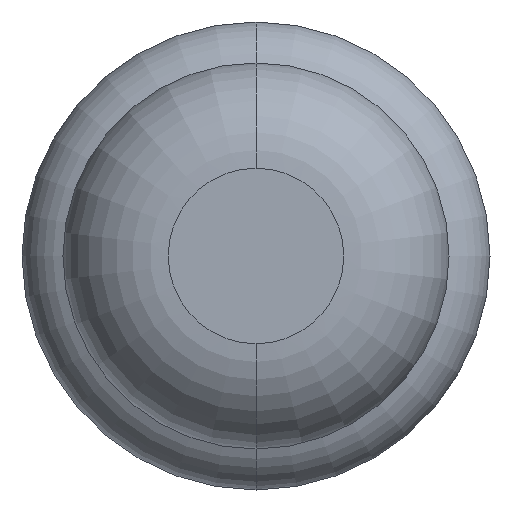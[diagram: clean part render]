
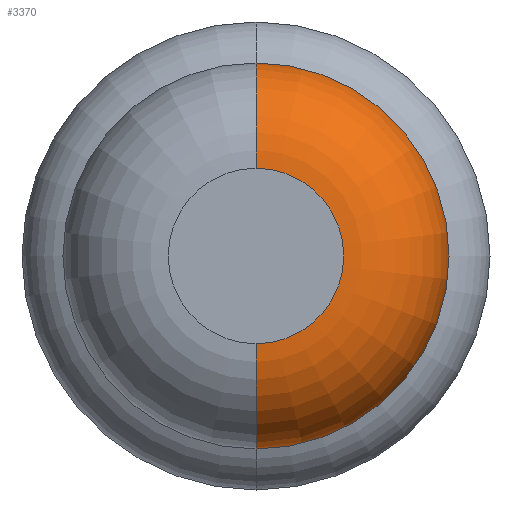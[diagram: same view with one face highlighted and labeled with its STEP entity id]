
A CAD part, front view. The second image highlights one B-rep face of the part: STEP entity #3370.
In plain terms, the highlighted toroidal (fillet/blend) face has major radius 0.375 mm and minor radius 0.45 mm.
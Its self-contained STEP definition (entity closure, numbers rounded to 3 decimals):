
#38 = AXIS2_PLACEMENT_3D ( 'NONE', #328, #3308, #1308 ) ;
#102 = EDGE_CURVE ( 'Defeature ausgef�hrt1_6+Defeature ausgef�hrt1_5+Defeature ausgef�hrt1_5+Defeature ausgef�hrt1_5', #1996, #3098, #1301, .T. ) ;
#123 = AXIS2_PLACEMENT_3D ( 'NONE', #565, #3954, #1556 ) ;
#328 = CARTESIAN_POINT ( 'NONE',  ( 0., -29.95, 0. ) ) ;
#359 = FACE_OUTER_BOUND ( 'NONE', #3285, .T. ) ;
#551 = EDGE_CURVE ( 'NONE', #3098, #4240, #2620, .T. ) ;
#560 = CARTESIAN_POINT ( 'NONE',  ( 0., -29.95, 0. ) ) ;
#562 = CIRCLE ( 'NONE', #38, 0.825 ) ;
#565 = CARTESIAN_POINT ( 'NONE',  ( 0., -29.95, -0.375 ) ) ;
#847 = EDGE_CURVE ( 'NONE', #1996, #1144, #3664, .T. ) ;
#1107 = CARTESIAN_POINT ( 'NONE',  ( 0., -30.4, -0.375 ) ) ;
#1144 = VERTEX_POINT ( 'NONE', #3743 ) ;
#1301 = CIRCLE ( 'NONE', #2822, 0.375 ) ;
#1308 = DIRECTION ( 'NONE',  ( 0., 0., 1. ) ) ;
#1376 = DIRECTION ( 'NONE',  ( 0., 0., 1. ) ) ;
#1428 = DIRECTION ( 'NONE',  ( -1., 0., 0. ) ) ;
#1517 = TOROIDAL_SURFACE ( 'NONE', #4111, 0.375, 0.45 ) ;
#1556 = DIRECTION ( 'NONE',  ( 0., 0., -1. ) ) ;
#1996 = VERTEX_POINT ( 'NONE', #4322 ) ;
#2045 = CARTESIAN_POINT ( 'NONE',  ( 0., -30.4, 0. ) ) ;
#2107 = DIRECTION ( 'NONE',  ( 0., 1., 0. ) ) ;
#2446 = CARTESIAN_POINT ( 'NONE',  ( 0., -29.95, 0.375 ) ) ;
#2502 = ORIENTED_EDGE ( 'NONE', *, *, #102, .T. ) ;
#2620 = CIRCLE ( 'NONE', #123, 0.45 ) ;
#2660 = ORIENTED_EDGE ( 'NONE', *, *, #2994, .F. ) ;
#2673 = DIRECTION ( 'NONE',  ( 0., 1., 0. ) ) ;
#2681 = CARTESIAN_POINT ( 'NONE',  ( 0., -29.95, -0.825 ) ) ;
#2822 = AXIS2_PLACEMENT_3D ( 'NONE', #2045, #2107, #1376 ) ;
#2994 = EDGE_CURVE ( 'Defeature ausgef�hrt1_7+Defeature ausgef�hrt1_6+Defeature ausgef�hrt1_6+Defeature ausgef�hrt1_6', #1144, #4240, #562, .T. ) ;
#3052 = ORIENTED_EDGE ( 'NONE', *, *, #551, .T. ) ;
#3098 = VERTEX_POINT ( 'NONE', #1107 ) ;
#3114 = DIRECTION ( 'NONE',  ( 0., 0., 1. ) ) ;
#3242 = ORIENTED_EDGE ( 'NONE', *, *, #847, .F. ) ;
#3285 = EDGE_LOOP ( 'NONE', ( #2502, #3052, #2660, #3242 ) ) ;
#3308 = DIRECTION ( 'NONE',  ( 0., 1., 0. ) ) ;
#3370 = ADVANCED_FACE ( 'Defeature ausgef�hrt1_6', ( #359 ), #1517, .T. ) ;
#3664 = CIRCLE ( 'NONE', #4054, 0.45 ) ;
#3743 = CARTESIAN_POINT ( 'NONE',  ( 0., -29.95, 0.825 ) ) ;
#3954 = DIRECTION ( 'NONE',  ( 1., 0., 0. ) ) ;
#4020 = DIRECTION ( 'NONE',  ( 0., 0., 1. ) ) ;
#4054 = AXIS2_PLACEMENT_3D ( 'NONE', #2446, #1428, #3114 ) ;
#4111 = AXIS2_PLACEMENT_3D ( 'NONE', #560, #2673, #4020 ) ;
#4240 = VERTEX_POINT ( 'NONE', #2681 ) ;
#4322 = CARTESIAN_POINT ( 'NONE',  ( 0., -30.4, 0.375 ) ) ;
